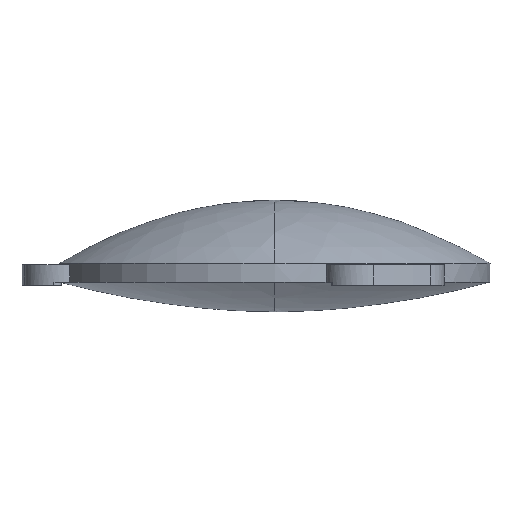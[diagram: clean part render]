
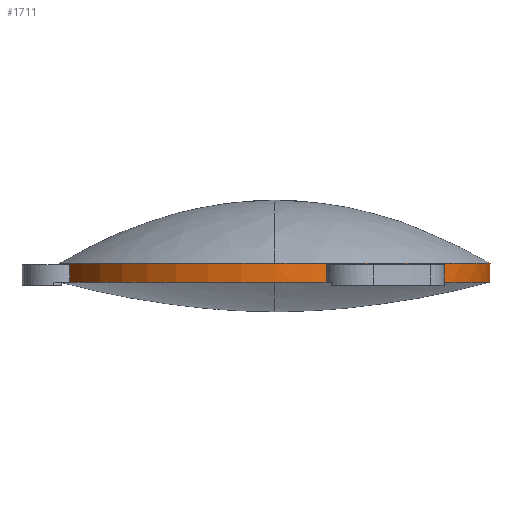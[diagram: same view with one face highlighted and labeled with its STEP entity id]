
A CAD part, front view. The second image highlights one B-rep face of the part: STEP entity #1711.
In plain terms, the highlighted cylindrical face has radius 17 mm (diameter 34 mm), a partial arc.
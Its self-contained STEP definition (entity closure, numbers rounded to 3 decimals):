
#2=DIRECTION('',(0.,0.,1.));
#3=VECTOR('',#2,1.5);
#4=CARTESIAN_POINT('',(17.,0.,20.325));
#5=LINE('',#4,#3);
#290=CARTESIAN_POINT('',(0.,-17.,20.325));
#292=CARTESIAN_POINT('',(0.,0.,20.325));
#293=DIRECTION('',(0.,0.,1.));
#294=DIRECTION('',(0.,-1.,0.));
#295=AXIS2_PLACEMENT_3D('',#292,#293,#294);
#302=CARTESIAN_POINT('',(0.,0.,20.325));
#303=DIRECTION('',(0.,0.,1.));
#304=DIRECTION('',(0.735,-0.678,0.));
#305=AXIS2_PLACEMENT_3D('',#302,#303,#304);
#317=CARTESIAN_POINT('',(0.,0.,20.325));
#318=DIRECTION('',(0.,0.,1.));
#319=DIRECTION('',(-0.955,-0.297,0.));
#320=AXIS2_PLACEMENT_3D('',#317,#318,#319);
#436=DIRECTION('',(0.,0.,1.));
#437=VECTOR('',#436,0.1);
#438=CARTESIAN_POINT('',(-16.232,-5.051,21.725));
#439=LINE('',#438,#437);
#440=CARTESIAN_POINT('',(0.,0.,21.825));
#441=DIRECTION('',(0.,0.,1.));
#442=DIRECTION('',(0.,-1.,0.));
#443=AXIS2_PLACEMENT_3D('',#440,#441,#442);
#449=DIRECTION('',(0.,0.,1.));
#450=VECTOR('',#449,1.4);
#451=CARTESIAN_POINT('',(4.039,-16.513,20.325));
#452=LINE('',#451,#450);
#476=DIRECTION('',(0.,0.,-1.));
#477=VECTOR('',#476,1.4);
#478=CARTESIAN_POINT('',(12.491,-11.532,21.725));
#479=LINE('',#478,#477);
#522=CARTESIAN_POINT('',(0.,0.,21.725));
#523=DIRECTION('',(0.,0.,-1.));
#524=DIRECTION('',(0.735,-0.678,0.));
#525=AXIS2_PLACEMENT_3D('',#522,#523,#524);
#563=DIRECTION('',(0.,0.,-1.));
#564=VECTOR('',#563,1.4);
#565=CARTESIAN_POINT('',(-16.232,-5.051,21.725));
#566=LINE('',#565,#564);
#847=CARTESIAN_POINT('',(0.,0.,21.825));
#848=DIRECTION('',(0.,0.,-1.));
#849=DIRECTION('',(0.,-1.,0.));
#850=AXIS2_PLACEMENT_3D('',#847,#848,#849);
#852=CARTESIAN_POINT('',(0.,-17.,21.825));
#1090=CARTESIAN_POINT('',(17.,0.,
20.325));
#1091=CARTESIAN_POINT('',(17.,0.,21.825));
#1092=VERTEX_POINT('',#1090);
#1093=VERTEX_POINT('',#1091);
#1094=VERTEX_POINT('',#852);
#1099=VERTEX_POINT('',#290);
#1106=CARTESIAN_POINT('',(-16.232,-5.051,
21.725));
#1107=VERTEX_POINT('',#1106);
#1108=CARTESIAN_POINT('',(-16.232,-5.051,
21.825));
#1109=VERTEX_POINT('',#1108);
#1118=CARTESIAN_POINT('',(4.039,-16.513,21.725));
#1120=VERTEX_POINT('',#1118);
#1124=CARTESIAN_POINT('',(12.491,-11.532,21.725));
#1125=VERTEX_POINT('',#1124);
#1131=CARTESIAN_POINT('',(-16.232,-5.051,
20.325));
#1133=VERTEX_POINT('',#1131);
#1142=CARTESIAN_POINT('',(4.039,-16.513,20.325));
#1143=CARTESIAN_POINT('',(12.491,-11.532,20.325));
#1144=VERTEX_POINT('',#1142);
#1145=VERTEX_POINT('',#1143);
#1687=CARTESIAN_POINT('',(0.,0.,20.325));
#1688=DIRECTION('',(0.,0.,1.));
#1689=DIRECTION('',(-1.,0.,0.));
#1690=AXIS2_PLACEMENT_3D('',#1687,#1688,#1689);
#1691=CYLINDRICAL_SURFACE('',#1690,17.);
#1693=ORIENTED_EDGE('',*,*,#1692,.F.);
#1694=ORIENTED_EDGE('',*,*,#1555,.F.);
#1695=ORIENTED_EDGE('',*,*,#1679,.F.);
#1697=ORIENTED_EDGE('',*,*,#1696,.F.);
#1698=ORIENTED_EDGE('',*,*,#1213,.T.);
#1700=ORIENTED_EDGE('',*,*,#1699,.F.);
#1702=ORIENTED_EDGE('',*,*,#1701,.T.);
#1703=ORIENTED_EDGE('',*,*,#1207,.F.);
#1704=ORIENTED_EDGE('',*,*,#1558,.F.);
#1706=ORIENTED_EDGE('',*,*,#1705,.F.);
#1708=ORIENTED_EDGE('',*,*,#1707,.T.);
#1709=EDGE_LOOP('',(#1693,#1694,#1695,#1697,#1698,#1700,#1702,#1703,#1704,#1706,
#1708));
#1710=FACE_OUTER_BOUND('',#1709,.F.);
#1711=ADVANCED_FACE('',(#1710),#1691,.T.);
#296=CIRCLE('',#295,17.);
#306=CIRCLE('',#305,17.);
#321=CIRCLE('',#320,17.);
#444=CIRCLE('',#443,17.);
#526=CIRCLE('',#525,17.);
#851=CIRCLE('',#850,17.);
#1207=EDGE_CURVE('',#1092,#1093,#5,.T.);
#1213=EDGE_CURVE('',#1107,#1109,#439,.T.);
#1555=EDGE_CURVE('',#1099,#1144,#296,.T.);
#1558=EDGE_CURVE('',#1145,#1092,#306,.T.);
#1679=EDGE_CURVE('',#1133,#1099,#321,.T.);
#1692=EDGE_CURVE('',#1144,#1120,#452,.T.);
#1696=EDGE_CURVE('',#1107,#1133,#566,.T.);
#1699=EDGE_CURVE('',#1094,#1109,#851,.T.);
#1701=EDGE_CURVE('',#1094,#1093,#444,.T.);
#1705=EDGE_CURVE('',#1125,#1145,#479,.T.);
#1707=EDGE_CURVE('',#1125,#1120,#526,.T.);
